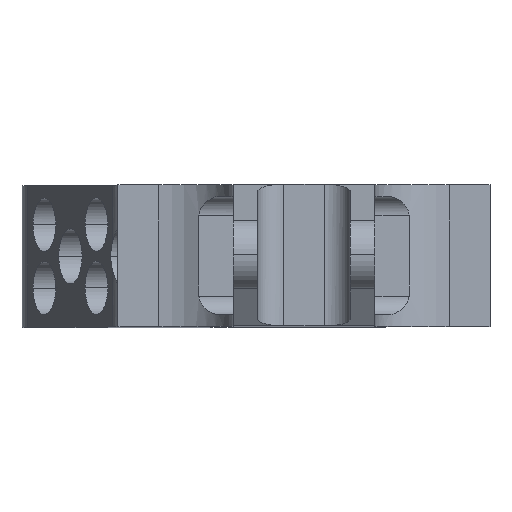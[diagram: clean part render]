
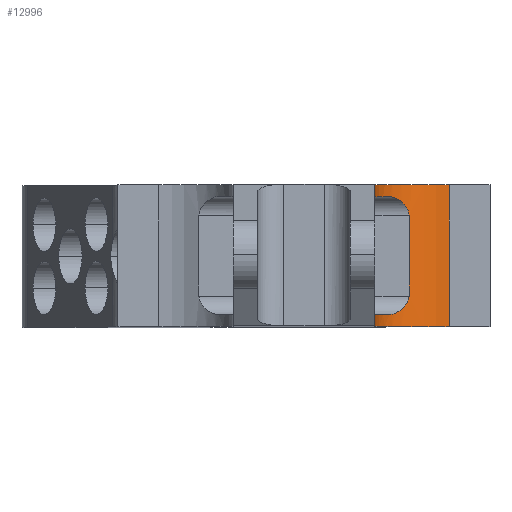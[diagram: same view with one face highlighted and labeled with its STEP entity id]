
A CAD part, top view. The second image highlights one B-rep face of the part: STEP entity #12996.
In plain terms, the highlighted cylindrical face has radius 20 mm (diameter 40 mm), a partial arc.
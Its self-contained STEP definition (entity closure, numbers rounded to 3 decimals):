
#31 = LINE ( 'NONE', #17764, #3703 ) ;
#456 = CYLINDRICAL_SURFACE ( 'NONE', #19479, 20. ) ;
#473 = AXIS2_PLACEMENT_3D ( 'NONE', #28213, #23851, #3958 ) ;
#605 = CIRCLE ( 'NONE', #8471, 20. ) ;
#671 = ORIENTED_EDGE ( 'NONE', *, *, #28218, .T. ) ;
#694 = LINE ( 'NONE', #9122, #28438 ) ;
#858 = VERTEX_POINT ( 'NONE', #27480 ) ;
#1037 = CARTESIAN_POINT ( 'NONE',  ( 130.637, 10.875, 152.063 ) ) ;
#1141 = CARTESIAN_POINT ( 'NONE',  ( 126.304, -15.752, 155.804 ) ) ;
#1176 = CARTESIAN_POINT ( 'NONE',  ( 130.544, 11.672, 152.123 ) ) ;
#1601 = CARTESIAN_POINT ( 'NONE',  ( 130.354, 12.236, 152.248 ) ) ;
#1919 = CARTESIAN_POINT ( 'NONE',  ( 141.45, 19.05, 168.888 ) ) ;
#1939 = CARTESIAN_POINT ( 'NONE',  ( 121.45, 19.051, 168.888 ) ) ;
#2147 = CARTESIAN_POINT ( 'NONE',  ( 141.45, -19.05, 168.888 ) ) ;
#2217 = ORIENTED_EDGE ( 'NONE', *, *, #9437, .F. ) ;
#2943 = DIRECTION ( 'NONE',  ( 0., -1., 0. ) ) ;
#3045 = CARTESIAN_POINT ( 'NONE',  ( 127.895, -14.969, 154.177 ) ) ;
#3210 = EDGE_CURVE ( 'NONE', #19575, #26971, #16524, .T. ) ;
#3468 = CARTESIAN_POINT ( 'NONE',  ( 130.49, -11.865, 152.158 ) ) ;
#3502 = CARTESIAN_POINT ( 'NONE',  ( 125.32, 15.875, 157.063 ) ) ;
#3530 = CARTESIAN_POINT ( 'NONE',  ( 141.45, -19.05, 148.888 ) ) ;
#3639 = CARTESIAN_POINT ( 'NONE',  ( 127.899, 14.993, 154.162 ) ) ;
#3703 = VECTOR ( 'NONE', #26626, 1000. ) ;
#3958 = DIRECTION ( 'NONE',  ( 0., 0., 1. ) ) ;
#5494 = ORIENTED_EDGE ( 'NONE', *, *, #3210, .F. ) ;
#5502 = CARTESIAN_POINT ( 'NONE',  ( 125.799, -15.875, 156.41 ) ) ;
#5697 = CARTESIAN_POINT ( 'NONE',  ( 121.45, 19.05, 168.888 ) ) ;
#5956 = CARTESIAN_POINT ( 'NONE',  ( 125.799, 15.875, 156.41 ) ) ;
#6442 = CARTESIAN_POINT ( 'NONE',  ( 121.45, -19.05, 168.888 ) ) ;
#6580 = LINE ( 'NONE', #1939, #27034 ) ;
#6920 = DIRECTION ( 'NONE',  ( 0., 1., 0. ) ) ;
#6934 = EDGE_CURVE ( 'NONE', #26734, #27543, #25029, .T. ) ;
#7026 = CIRCLE ( 'NONE', #15383, 20. ) ;
#7388 = CARTESIAN_POINT ( 'NONE',  ( 130.617, -11.282, 152.075 ) ) ;
#7587 = CARTESIAN_POINT ( 'NONE',  ( 125.32, 15.875, 157.063 ) ) ;
#7678 = CARTESIAN_POINT ( 'NONE',  ( 128.685, -14.383, 153.487 ) ) ;
#7851 = CARTESIAN_POINT ( 'NONE',  ( 129.993, 12.913, 152.494 ) ) ;
#8087 = ORIENTED_EDGE ( 'NONE', *, *, #19686, .F. ) ;
#8129 = CARTESIAN_POINT ( 'NONE',  ( 130.618, 11.279, 152.075 ) ) ;
#8247 = CARTESIAN_POINT ( 'NONE',  ( 141.45, 15.875, 168.888 ) ) ;
#8471 = AXIS2_PLACEMENT_3D ( 'NONE', #8247, #17555, #13044 ) ;
#8817 = DIRECTION ( 'NONE',  ( 0., -1., 0. ) ) ;
#8915 = ORIENTED_EDGE ( 'NONE', *, *, #27676, .F. ) ;
#9122 = CARTESIAN_POINT ( 'NONE',  ( 121.45, 19.051, 168.888 ) ) ;
#9320 = CARTESIAN_POINT ( 'NONE',  ( 141.45, 19.051, 168.888 ) ) ;
#9437 = EDGE_CURVE ( 'NONE', #26734, #22750, #31, .T. ) ;
#9708 = CARTESIAN_POINT ( 'NONE',  ( 127.364, -15.284, 154.685 ) ) ;
#10201 = DIRECTION ( 'NONE',  ( 0., 1., 0. ) ) ;
#10779 = VERTEX_POINT ( 'NONE', #6442 ) ;
#11789 = DIRECTION ( 'NONE',  ( 0., 0., -1. ) ) ;
#12016 = CARTESIAN_POINT ( 'NONE',  ( 125.32, -15.875, 157.063 ) ) ;
#12486 = CARTESIAN_POINT ( 'NONE',  ( 127.365, 15.306, 154.667 ) ) ;
#12533 = CIRCLE ( 'NONE', #473, 20. ) ;
#12632 = EDGE_CURVE ( 'NONE', #18073, #28626, #12533, .T. ) ;
#12996 = ADVANCED_FACE ( 'NONE', ( #13967 ), #456, .F. ) ;
#13044 = DIRECTION ( 'NONE',  ( 0., 0., -1. ) ) ;
#13967 = FACE_OUTER_BOUND ( 'NONE', #17996, .T. ) ;
#14352 = CARTESIAN_POINT ( 'NONE',  ( 127.097, -15.419, 154.955 ) ) ;
#14391 = CARTESIAN_POINT ( 'NONE',  ( 129.674, 13.376, 152.72 ) ) ;
#14533 = VERTEX_POINT ( 'NONE', #26558 ) ;
#14697 = ORIENTED_EDGE ( 'NONE', *, *, #26125, .T. ) ;
#14959 = ORIENTED_EDGE ( 'NONE', *, *, #6934, .T. ) ;
#15383 = AXIS2_PLACEMENT_3D ( 'NONE', #2147, #8817, #17686 ) ;
#16255 = CARTESIAN_POINT ( 'NONE',  ( 130.637, -10.875, 152.063 ) ) ;
#16524 = B_SPLINE_CURVE_WITH_KNOTS ( 'NONE', 3,
 ( #1037, #21215, #8129, #1176, #23392, #1601, #28045, #18895, #7851, #14391, #16992, #16716, #25581, #3639, #12486, #27486, #5956, #3502 ),
 .UNSPECIFIED., .F., .F.,
 ( 4, 2, 2, 2, 2, 2, 2, 2, 4 ),
 ( 0., 0.001, 0.001, 0.002, 0.002, 0.004, 0.005, 0.007, 0.01 ),
 .UNSPECIFIED. ) ;
#16540 = CARTESIAN_POINT ( 'NONE',  ( 130.101, -12.757, 152.418 ) ) ;
#16716 = CARTESIAN_POINT ( 'NONE',  ( 128.946, 14.155, 153.275 ) ) ;
#16992 = CARTESIAN_POINT ( 'NONE',  ( 129.44, 13.651, 152.892 ) ) ;
#17555 = DIRECTION ( 'NONE',  ( 0., 1., 0. ) ) ;
#17686 = DIRECTION ( 'NONE',  ( 0., 0., -1. ) ) ;
#17764 = CARTESIAN_POINT ( 'NONE',  ( 141.45, 19.051, 148.888 ) ) ;
#17996 = EDGE_LOOP ( 'NONE', ( #21847, #671, #25844, #2217, #14959, #14697, #8915, #5494, #8087, #26509 ) ) ;
#18073 = VERTEX_POINT ( 'NONE', #22504 ) ;
#18485 = CARTESIAN_POINT ( 'NONE',  ( 141.45, 19.05, 148.888 ) ) ;
#18574 = CARTESIAN_POINT ( 'NONE',  ( 130.637, -11.079, 152.063 ) ) ;
#18653 = EDGE_CURVE ( 'NONE', #28626, #858, #21689, .T. ) ;
#18721 = CARTESIAN_POINT ( 'NONE',  ( 129.439, -13.652, 152.893 ) ) ;
#18858 = CARTESIAN_POINT ( 'NONE',  ( 130.286, -12.423, 152.293 ) ) ;
#18895 = CARTESIAN_POINT ( 'NONE',  ( 130.094, 12.75, 152.424 ) ) ;
#19206 = DIRECTION ( 'NONE',  ( 0., 0., -1. ) ) ;
#19479 = AXIS2_PLACEMENT_3D ( 'NONE', #9320, #2943, #11789 ) ;
#19575 = VERTEX_POINT ( 'NONE', #26836 ) ;
#19686 = EDGE_CURVE ( 'NONE', #858, #19575, #26980, .T. ) ;
#19791 = EDGE_CURVE ( 'NONE', #10779, #22750, #7026, .T. ) ;
#20000 = CARTESIAN_POINT ( 'NONE',  ( 130.637, 19.051, 152.063 ) ) ;
#20029 = VECTOR ( 'NONE', #6920, 1000. ) ;
#20898 = CARTESIAN_POINT ( 'NONE',  ( 128.16, -14.79, 153.938 ) ) ;
#21180 = CARTESIAN_POINT ( 'NONE',  ( 130.544, -11.674, 152.123 ) ) ;
#21215 = CARTESIAN_POINT ( 'NONE',  ( 130.637, 11.079, 152.063 ) ) ;
#21689 = B_SPLINE_CURVE_WITH_KNOTS ( 'NONE', 3,
 ( #27866, #5502, #1141, #14352, #9708, #3045, #20898, #7678, #27592, #18721, #23215, #16540, #18858, #3468, #21180, #7388, #18574, #16255 ),
 .UNSPECIFIED., .F., .F.,
 ( 4, 2, 2, 2, 2, 2, 2, 2, 4 ),
 ( 0., 0.002, 0.004, 0.005, 0.006, 0.007, 0.008, 0.009, 0.01 ),
 .UNSPECIFIED. ) ;
#21847 = ORIENTED_EDGE ( 'NONE', *, *, #12632, .F. ) ;
#22504 = CARTESIAN_POINT ( 'NONE',  ( 121.45, -15.875, 168.888 ) ) ;
#22750 = VERTEX_POINT ( 'NONE', #3530 ) ;
#23215 = CARTESIAN_POINT ( 'NONE',  ( 129.675, -13.376, 152.719 ) ) ;
#23392 = CARTESIAN_POINT ( 'NONE',  ( 130.489, 11.866, 152.158 ) ) ;
#23851 = DIRECTION ( 'NONE',  ( 0., -1., 0. ) ) ;
#24304 = DIRECTION ( 'NONE',  ( 0., -1., 0. ) ) ;
#24521 = DIRECTION ( 'NONE',  ( 0., -1., 0. ) ) ;
#25029 = CIRCLE ( 'NONE', #25507, 20. ) ;
#25507 = AXIS2_PLACEMENT_3D ( 'NONE', #1919, #10201, #19206 ) ;
#25581 = CARTESIAN_POINT ( 'NONE',  ( 128.685, 14.383, 153.487 ) ) ;
#25844 = ORIENTED_EDGE ( 'NONE', *, *, #19791, .T. ) ;
#26125 = EDGE_CURVE ( 'NONE', #27543, #14533, #6580, .T. ) ;
#26509 = ORIENTED_EDGE ( 'NONE', *, *, #18653, .F. ) ;
#26558 = CARTESIAN_POINT ( 'NONE',  ( 121.45, 15.875, 168.888 ) ) ;
#26626 = DIRECTION ( 'NONE',  ( 0., -1., 0. ) ) ;
#26734 = VERTEX_POINT ( 'NONE', #18485 ) ;
#26836 = CARTESIAN_POINT ( 'NONE',  ( 130.637, 10.875, 152.063 ) ) ;
#26971 = VERTEX_POINT ( 'NONE', #7587 ) ;
#26980 = LINE ( 'NONE', #20000, #20029 ) ;
#27034 = VECTOR ( 'NONE', #24304, 1000. ) ;
#27480 = CARTESIAN_POINT ( 'NONE',  ( 130.637, -10.875, 152.063 ) ) ;
#27486 = CARTESIAN_POINT ( 'NONE',  ( 126.305, 15.752, 155.803 ) ) ;
#27543 = VERTEX_POINT ( 'NONE', #5697 ) ;
#27592 = CARTESIAN_POINT ( 'NONE',  ( 128.946, -14.155, 153.276 ) ) ;
#27676 = EDGE_CURVE ( 'NONE', #26971, #14533, #605, .T. ) ;
#27866 = CARTESIAN_POINT ( 'NONE',  ( 125.32, -15.875, 157.063 ) ) ;
#28045 = CARTESIAN_POINT ( 'NONE',  ( 130.274, 12.412, 152.301 ) ) ;
#28213 = CARTESIAN_POINT ( 'NONE',  ( 141.45, -15.875, 168.888 ) ) ;
#28218 = EDGE_CURVE ( 'NONE', #18073, #10779, #694, .T. ) ;
#28438 = VECTOR ( 'NONE', #24521, 1000. ) ;
#28626 = VERTEX_POINT ( 'NONE', #12016 ) ;
